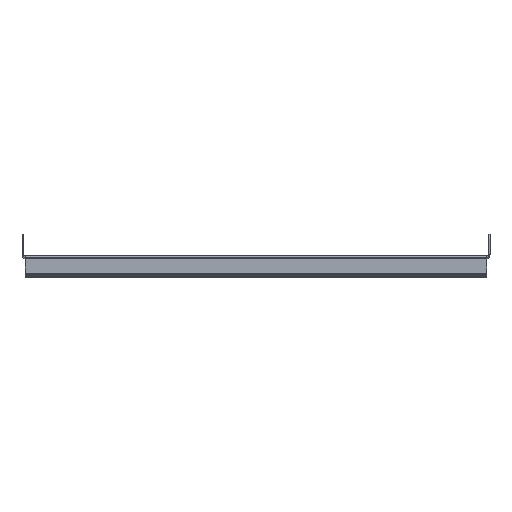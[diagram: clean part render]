
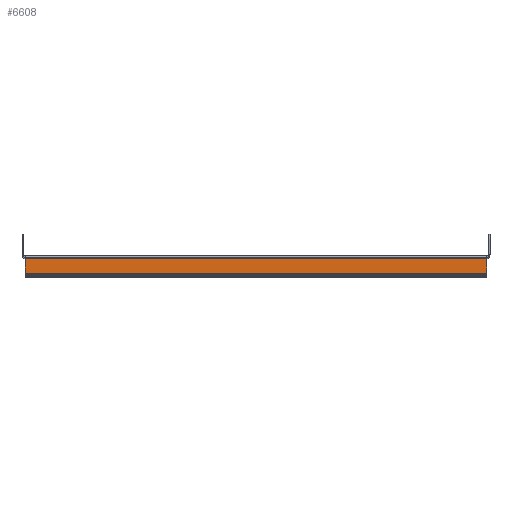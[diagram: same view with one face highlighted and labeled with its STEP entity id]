
A CAD part, top view. The second image highlights one B-rep face of the part: STEP entity #6608.
In plain terms, the highlighted planar face has unit normal (0, 0, 1).
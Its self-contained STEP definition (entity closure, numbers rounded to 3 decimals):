
#480 = VECTOR ( 'NONE', #4368, 1000. ) ;
#977 = CARTESIAN_POINT ( 'NONE',  ( -227., -24.243, 398.5 ) ) ;
#1210 = VERTEX_POINT ( 'NONE', #9785 ) ;
#1238 = ORIENTED_EDGE ( 'NONE', *, *, #22524, .F. ) ;
#2160 = FACE_OUTER_BOUND ( 'NONE', #16336, .T. ) ;
#2262 = AXIS2_PLACEMENT_3D ( 'NONE', #19655, #10044, #17833 ) ;
#2557 = LINE ( 'NONE', #977, #12492 ) ;
#3513 = CARTESIAN_POINT ( 'NONE',  ( -227., -3., 398.5 ) ) ;
#3629 = ORIENTED_EDGE ( 'NONE', *, *, #5209, .T. ) ;
#4053 = VERTEX_POINT ( 'NONE', #10535 ) ;
#4368 = DIRECTION ( 'NONE',  ( 1., 0., 0. ) ) ;
#4510 = ORIENTED_EDGE ( 'NONE', *, *, #11931, .T. ) ;
#4597 = LINE ( 'NONE', #18561, #21631 ) ;
#5023 = LINE ( 'NONE', #20838, #14458 ) ;
#5209 = EDGE_CURVE ( 'NONE', #1210, #16381, #4597, .T. ) ;
#5811 = CARTESIAN_POINT ( 'NONE',  ( -227., -17., 398.5 ) ) ;
#6608 = ADVANCED_FACE ( 'NONE', ( #2160 ), #23438, .T. ) ;
#9785 = CARTESIAN_POINT ( 'NONE',  ( 227., -3., 398.5 ) ) ;
#10044 = DIRECTION ( 'NONE',  ( 0., 0., 1. ) ) ;
#10293 = LINE ( 'NONE', #12242, #480 ) ;
#10446 = DIRECTION ( 'NONE',  ( 0., 1., 0. ) ) ;
#10535 = CARTESIAN_POINT ( 'NONE',  ( 227., -17., 398.5 ) ) ;
#11931 = EDGE_CURVE ( 'NONE', #12181, #4053, #10293, .T. ) ;
#12181 = VERTEX_POINT ( 'NONE', #5811 ) ;
#12242 = CARTESIAN_POINT ( 'NONE',  ( -230., -17., 398.5 ) ) ;
#12492 = VECTOR ( 'NONE', #10446, 1000. ) ;
#14458 = VECTOR ( 'NONE', #24253, 1000. ) ;
#14902 = DIRECTION ( 'NONE',  ( -1., 0., 0. ) ) ;
#16019 = ORIENTED_EDGE ( 'NONE', *, *, #24495, .T. ) ;
#16336 = EDGE_LOOP ( 'NONE', ( #1238, #4510, #16019, #3629 ) ) ;
#16381 = VERTEX_POINT ( 'NONE', #3513 ) ;
#17833 = DIRECTION ( 'NONE',  ( 0., -1., 0. ) ) ;
#18561 = CARTESIAN_POINT ( 'NONE',  ( 0., -3., 398.5 ) ) ;
#19655 = CARTESIAN_POINT ( 'NONE',  ( 0., 0., 398.5 ) ) ;
#20838 = CARTESIAN_POINT ( 'NONE',  ( 227., -24.243, 398.5 ) ) ;
#21631 = VECTOR ( 'NONE', #14902, 1000. ) ;
#22524 = EDGE_CURVE ( 'NONE', #12181, #16381, #2557, .T. ) ;
#23438 = PLANE ( 'NONE',  #2262 ) ;
#24253 = DIRECTION ( 'NONE',  ( 0., 1., 0. ) ) ;
#24495 = EDGE_CURVE ( 'NONE', #4053, #1210, #5023, .T. ) ;
